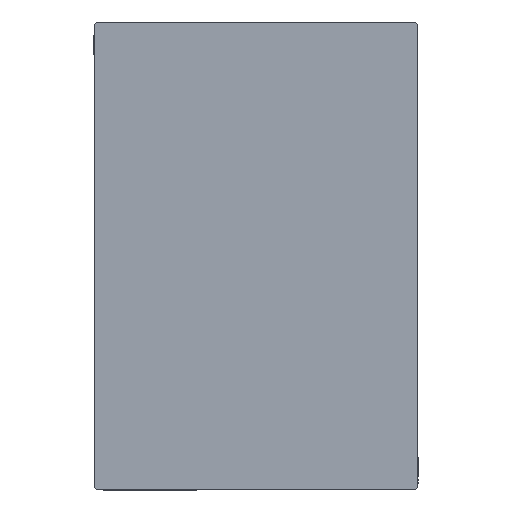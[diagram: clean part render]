
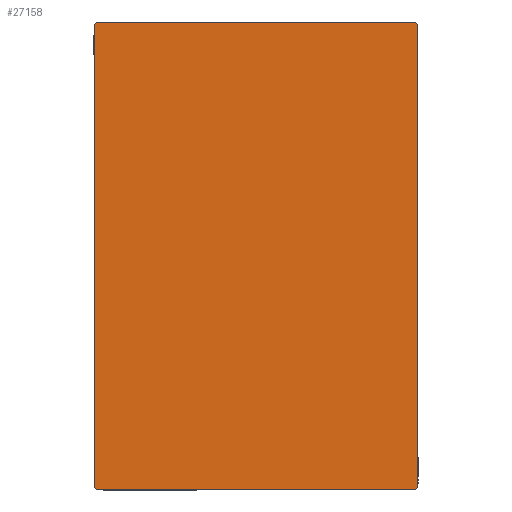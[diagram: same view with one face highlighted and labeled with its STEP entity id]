
A CAD part, left-side view. The second image highlights one B-rep face of the part: STEP entity #27158.
In plain terms, the highlighted face is planar.
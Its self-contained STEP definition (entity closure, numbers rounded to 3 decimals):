
#342 = VERTEX_POINT ( 'NONE', #36058 ) ;
#1382 = EDGE_CURVE ( 'NONE', #10280, #35115, #8181, .T. ) ;
#2379 = EDGE_CURVE ( 'NONE', #24319, #342, #37691, .T. ) ;
#4292 = VERTEX_POINT ( 'NONE', #15220 ) ;
#4386 = CARTESIAN_POINT ( 'NONE',  ( 70., 22.5, 32.5 ) ) ;
#5061 = VECTOR ( 'NONE', #31195, 1000. ) ;
#5656 = EDGE_CURVE ( 'NONE', #27063, #4292, #35998, .T. ) ;
#5829 = DIRECTION ( 'NONE',  ( 0., 0.707, 0.707 ) ) ;
#6933 = CARTESIAN_POINT ( 'NONE',  ( 70., 22.5, -32.2 ) ) ;
#7109 = VECTOR ( 'NONE', #30334, 1000. ) ;
#7357 = VECTOR ( 'NONE', #22881, 1000. ) ;
#8132 = VERTEX_POINT ( 'NONE', #41190 ) ;
#8181 = LINE ( 'NONE', #37677, #7109 ) ;
#9164 = LINE ( 'NONE', #9596, #42206 ) ;
#9596 = CARTESIAN_POINT ( 'NONE',  ( 70., -22.5, 32.5 ) ) ;
#9849 = LINE ( 'NONE', #4386, #13061 ) ;
#10280 = VERTEX_POINT ( 'NONE', #17245 ) ;
#11830 = VERTEX_POINT ( 'NONE', #28862 ) ;
#12119 = ORIENTED_EDGE ( 'NONE', *, *, #16698, .T. ) ;
#13061 = VECTOR ( 'NONE', #31088, 1000. ) ;
#13651 = CARTESIAN_POINT ( 'NONE',  ( 70., 0., 0. ) ) ;
#14197 = ORIENTED_EDGE ( 'NONE', *, *, #28892, .T. ) ;
#14244 = AXIS2_PLACEMENT_3D ( 'NONE', #13651, #33609, #16269 ) ;
#15220 = CARTESIAN_POINT ( 'NONE',  ( 70., 22.5, 32.2 ) ) ;
#15895 = DIRECTION ( 'NONE',  ( 0., 0., -1. ) ) ;
#16050 = LINE ( 'NONE', #25827, #42908 ) ;
#16269 = DIRECTION ( 'NONE',  ( 0., 0., -1. ) ) ;
#16595 = ORIENTED_EDGE ( 'NONE', *, *, #1382, .T. ) ;
#16698 = EDGE_CURVE ( 'NONE', #342, #11830, #9164, .T. ) ;
#17245 = CARTESIAN_POINT ( 'NONE',  ( 70., -22.2, -32.5 ) ) ;
#19189 = LINE ( 'NONE', #42608, #7357 ) ;
#21214 = CARTESIAN_POINT ( 'NONE',  ( 70., -27.35, 27.35 ) ) ;
#22619 = ORIENTED_EDGE ( 'NONE', *, *, #5656, .T. ) ;
#22881 = DIRECTION ( 'NONE',  ( 0., 0.707, -0.707 ) ) ;
#24319 = VERTEX_POINT ( 'NONE', #41948 ) ;
#24514 = ORIENTED_EDGE ( 'NONE', *, *, #31175, .T. ) ;
#25827 = CARTESIAN_POINT ( 'NONE',  ( 70., 27.35, 27.35 ) ) ;
#27063 = VERTEX_POINT ( 'NONE', #6933 ) ;
#27158 = ADVANCED_FACE ( 'NONE', ( #30159 ), #36452, .T. ) ;
#28847 = LINE ( 'NONE', #32514, #40671 ) ;
#28862 = CARTESIAN_POINT ( 'NONE',  ( 70., -22.5, -32.2 ) ) ;
#28892 = EDGE_CURVE ( 'NONE', #11830, #10280, #19189, .T. ) ;
#30159 = FACE_OUTER_BOUND ( 'NONE', #41385, .T. ) ;
#30334 = DIRECTION ( 'NONE',  ( 0., 1., 0. ) ) ;
#31088 = DIRECTION ( 'NONE',  ( 0., -1., 0. ) ) ;
#31175 = EDGE_CURVE ( 'NONE', #35115, #27063, #28847, .T. ) ;
#31195 = DIRECTION ( 'NONE',  ( 0., -0.707, -0.707 ) ) ;
#31731 = DIRECTION ( 'NONE',  ( 0., 0., 1. ) ) ;
#31890 = CARTESIAN_POINT ( 'NONE',  ( 70., 22.2, -32.5 ) ) ;
#32250 = ORIENTED_EDGE ( 'NONE', *, *, #33043, .T. ) ;
#32514 = CARTESIAN_POINT ( 'NONE',  ( 70., 27.35, -27.35 ) ) ;
#32744 = CARTESIAN_POINT ( 'NONE',  ( 70., 22.5, -32.5 ) ) ;
#32797 = ORIENTED_EDGE ( 'NONE', *, *, #2379, .T. ) ;
#33043 = EDGE_CURVE ( 'NONE', #8132, #24319, #9849, .T. ) ;
#33398 = DIRECTION ( 'NONE',  ( 0., -0.707, 0.707 ) ) ;
#33609 = DIRECTION ( 'NONE',  ( 1., 0., 0. ) ) ;
#35115 = VERTEX_POINT ( 'NONE', #31890 ) ;
#35998 = LINE ( 'NONE', #32744, #42425 ) ;
#36058 = CARTESIAN_POINT ( 'NONE',  ( 70., -22.5, 32.2 ) ) ;
#36452 = PLANE ( 'NONE',  #14244 ) ;
#36814 = ORIENTED_EDGE ( 'NONE', *, *, #41249, .T. ) ;
#37677 = CARTESIAN_POINT ( 'NONE',  ( 70., -22.5, -32.5 ) ) ;
#37691 = LINE ( 'NONE', #21214, #5061 ) ;
#40671 = VECTOR ( 'NONE', #5829, 1000. ) ;
#41190 = CARTESIAN_POINT ( 'NONE',  ( 70., 22.2, 32.5 ) ) ;
#41249 = EDGE_CURVE ( 'NONE', #4292, #8132, #16050, .T. ) ;
#41385 = EDGE_LOOP ( 'NONE', ( #16595, #24514, #22619, #36814, #32250, #32797, #12119, #14197 ) ) ;
#41948 = CARTESIAN_POINT ( 'NONE',  ( 70., -22.2, 32.5 ) ) ;
#42206 = VECTOR ( 'NONE', #15895, 1000. ) ;
#42425 = VECTOR ( 'NONE', #31731, 1000. ) ;
#42608 = CARTESIAN_POINT ( 'NONE',  ( 70., -27.35, -27.35 ) ) ;
#42908 = VECTOR ( 'NONE', #33398, 1000. ) ;
